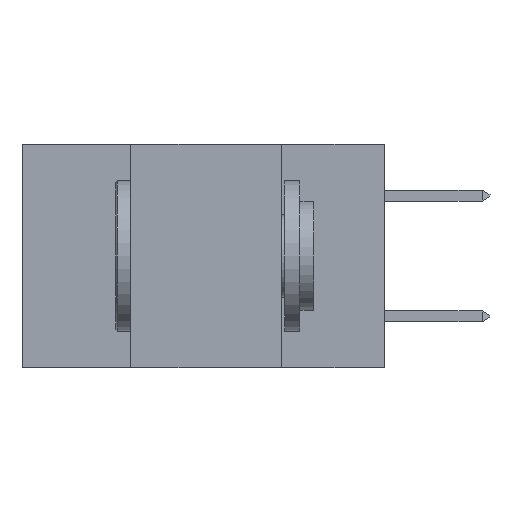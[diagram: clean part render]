
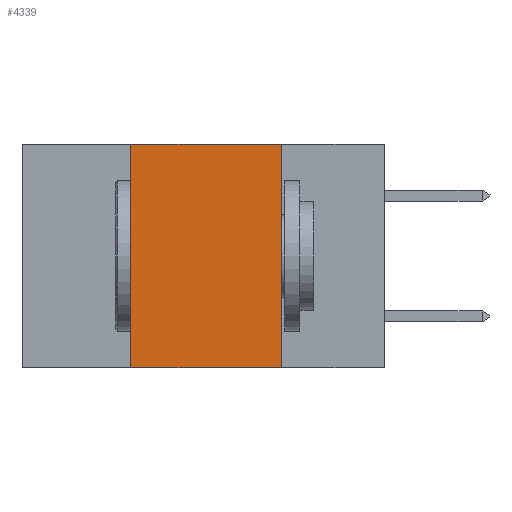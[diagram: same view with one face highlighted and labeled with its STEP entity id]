
A CAD part, left-side view. The second image highlights one B-rep face of the part: STEP entity #4339.
In plain terms, the highlighted planar face has unit normal (-1, 0, 0).
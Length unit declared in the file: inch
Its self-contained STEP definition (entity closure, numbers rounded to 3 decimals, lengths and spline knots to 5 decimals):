
#402 = DIRECTION ( 'NONE',  ( 1., 0., 0. ) ) ;
#1189 = CARTESIAN_POINT ( 'NONE',  ( 0., 0.42, 0. ) ) ;
#1422 = EDGE_CURVE ( 'NONE', #4722, #11164, #3861, .T. ) ;
#1682 = VECTOR ( 'NONE', #6793, 39.37008 ) ;
#3861 = LINE ( 'NONE', #8775, #12336 ) ;
#4339 = ADVANCED_FACE ( 'NONE', ( #9312 ), #6187, .F. ) ;
#4722 = VERTEX_POINT ( 'NONE', #14903 ) ;
#5215 = VERTEX_POINT ( 'NONE', #14697 ) ;
#5490 = LINE ( 'NONE', #7946, #1682 ) ;
#6187 = PLANE ( 'NONE',  #6927 ) ;
#6365 = DIRECTION ( 'NONE',  ( 0., -1., 0. ) ) ;
#6764 = EDGE_LOOP ( 'NONE', ( #13506, #9061, #12524, #7928 ) ) ;
#6793 = DIRECTION ( 'NONE',  ( 0., -1., 0. ) ) ;
#6927 = AXIS2_PLACEMENT_3D ( 'NONE', #8668, #402, #9656 ) ;
#7490 = CARTESIAN_POINT ( 'NONE',  ( 0., 0.42, 0. ) ) ;
#7561 = DIRECTION ( 'NONE',  ( 0., 0., 1. ) ) ;
#7738 = DIRECTION ( 'NONE',  ( 0., 0., -1. ) ) ;
#7928 = ORIENTED_EDGE ( 'NONE', *, *, #1422, .T. ) ;
#7946 = CARTESIAN_POINT ( 'NONE',  ( 0., 0.6, 0. ) ) ;
#8057 = LINE ( 'NONE', #11273, #14075 ) ;
#8487 = VECTOR ( 'NONE', #7561, 39.37008 ) ;
#8668 = CARTESIAN_POINT ( 'NONE',  ( 0., 0.6, 0. ) ) ;
#8732 = EDGE_CURVE ( 'NONE', #4722, #13567, #10831, .T. ) ;
#8775 = CARTESIAN_POINT ( 'NONE',  ( 0., 0.6, -0.37 ) ) ;
#9061 = ORIENTED_EDGE ( 'NONE', *, *, #13383, .F. ) ;
#9312 = FACE_OUTER_BOUND ( 'NONE', #6764, .T. ) ;
#9656 = DIRECTION ( 'NONE',  ( 0., 0., -1. ) ) ;
#10205 = CARTESIAN_POINT ( 'NONE',  ( 0., 0.17, -0.37 ) ) ;
#10831 = LINE ( 'NONE', #7490, #8487 ) ;
#11129 = EDGE_CURVE ( 'NONE', #5215, #11164, #8057, .T. ) ;
#11164 = VERTEX_POINT ( 'NONE', #10205 ) ;
#11273 = CARTESIAN_POINT ( 'NONE',  ( 0., 0.17, 0. ) ) ;
#12336 = VECTOR ( 'NONE', #6365, 39.37008 ) ;
#12524 = ORIENTED_EDGE ( 'NONE', *, *, #8732, .F. ) ;
#13383 = EDGE_CURVE ( 'NONE', #13567, #5215, #5490, .T. ) ;
#13506 = ORIENTED_EDGE ( 'NONE', *, *, #11129, .F. ) ;
#13567 = VERTEX_POINT ( 'NONE', #1189 ) ;
#14075 = VECTOR ( 'NONE', #7738, 39.37008 ) ;
#14697 = CARTESIAN_POINT ( 'NONE',  ( 0., 0.17, 0. ) ) ;
#14903 = CARTESIAN_POINT ( 'NONE',  ( 0., 0.42, -0.37 ) ) ;
